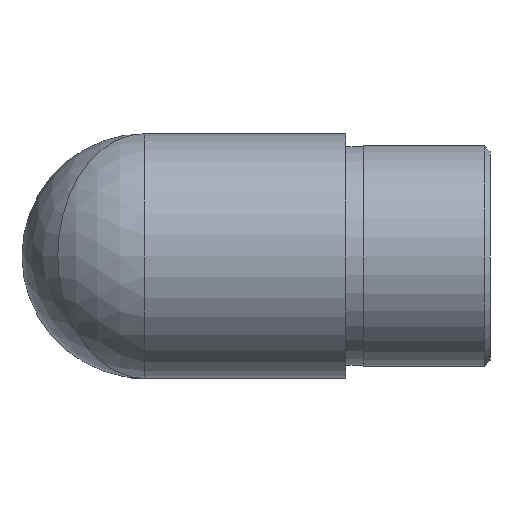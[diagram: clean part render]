
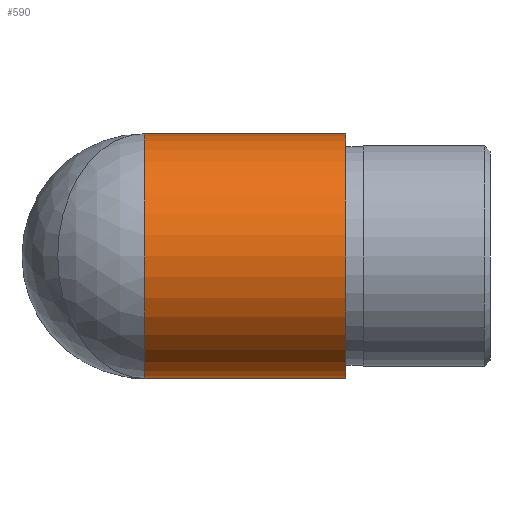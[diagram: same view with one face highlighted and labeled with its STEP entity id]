
A CAD part, left-side view. The second image highlights one B-rep face of the part: STEP entity #590.
In plain terms, the highlighted cylindrical face has radius 21.2 mm (diameter 42.4 mm), a partial arc.
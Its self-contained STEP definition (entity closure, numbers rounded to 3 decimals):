
#73 = DIRECTION ( 'NONE',  ( 0., 1., 0. ) ) ;
#78 = ORIENTED_EDGE ( 'NONE', *, *, #428, .T. ) ;
#190 = CARTESIAN_POINT ( 'NONE',  ( 0., 60., -21.2 ) ) ;
#223 = EDGE_LOOP ( 'NONE', ( #1233, #2027, #78, #3755 ) ) ;
#231 = CARTESIAN_POINT ( 'NONE',  ( 0., 25., 21.2 ) ) ;
#265 = CIRCLE ( 'NONE', #1060, 21.2 ) ;
#375 = VECTOR ( 'NONE', #1580, 1000. ) ;
#428 = EDGE_CURVE ( 'NONE', #848, #1169, #3050, .T. ) ;
#502 = CIRCLE ( 'NONE', #1501, 21.2 ) ;
#503 = EDGE_CURVE ( 'NONE', #860, #3551, #661, .T. ) ;
#590 = ADVANCED_FACE ( 'NONE', ( #2154 ), #3629, .T. ) ;
#661 = LINE ( 'NONE', #1832, #375 ) ;
#678 = DIRECTION ( 'NONE',  ( 0., 1., 0. ) ) ;
#779 = EDGE_CURVE ( 'NONE', #860, #848, #502, .T. ) ;
#827 = CARTESIAN_POINT ( 'NONE',  ( 0., 25., -21.2 ) ) ;
#848 = VERTEX_POINT ( 'NONE', #231 ) ;
#860 = VERTEX_POINT ( 'NONE', #827 ) ;
#1021 = CARTESIAN_POINT ( 'NONE',  ( 0., 0., 21.2 ) ) ;
#1060 = AXIS2_PLACEMENT_3D ( 'NONE', #3686, #3666, #1261 ) ;
#1169 = VERTEX_POINT ( 'NONE', #1995 ) ;
#1233 = ORIENTED_EDGE ( 'NONE', *, *, #503, .F. ) ;
#1261 = DIRECTION ( 'NONE',  ( 0., 0., 1. ) ) ;
#1501 = AXIS2_PLACEMENT_3D ( 'NONE', #2928, #1749, #3167 ) ;
#1580 = DIRECTION ( 'NONE',  ( 0., 1., 0. ) ) ;
#1749 = DIRECTION ( 'NONE',  ( 0., 1., 0. ) ) ;
#1832 = CARTESIAN_POINT ( 'NONE',  ( 0., 0., -21.2 ) ) ;
#1995 = CARTESIAN_POINT ( 'NONE',  ( 0., 60., 21.2 ) ) ;
#2027 = ORIENTED_EDGE ( 'NONE', *, *, #779, .T. ) ;
#2154 = FACE_OUTER_BOUND ( 'NONE', #223, .T. ) ;
#2537 = AXIS2_PLACEMENT_3D ( 'NONE', #3347, #678, #3047 ) ;
#2928 = CARTESIAN_POINT ( 'NONE',  ( 0., 25., 0. ) ) ;
#3047 = DIRECTION ( 'NONE',  ( 0., 0., 1. ) ) ;
#3050 = LINE ( 'NONE', #1021, #3170 ) ;
#3167 = DIRECTION ( 'NONE',  ( 0., 0., -1. ) ) ;
#3170 = VECTOR ( 'NONE', #73, 1000. ) ;
#3240 = EDGE_CURVE ( 'NONE', #1169, #3551, #265, .T. ) ;
#3347 = CARTESIAN_POINT ( 'NONE',  ( 0., 0., 0. ) ) ;
#3551 = VERTEX_POINT ( 'NONE', #190 ) ;
#3629 = CYLINDRICAL_SURFACE ( 'NONE', #2537, 21.2 ) ;
#3666 = DIRECTION ( 'NONE',  ( 0., -1., 0. ) ) ;
#3686 = CARTESIAN_POINT ( 'NONE',  ( 0., 60., 0. ) ) ;
#3755 = ORIENTED_EDGE ( 'NONE', *, *, #3240, .T. ) ;
